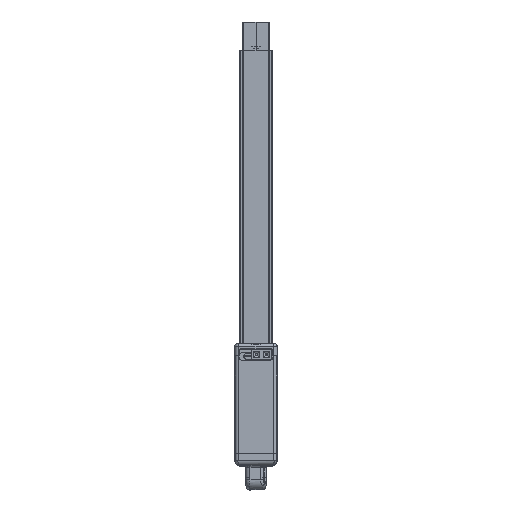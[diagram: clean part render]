
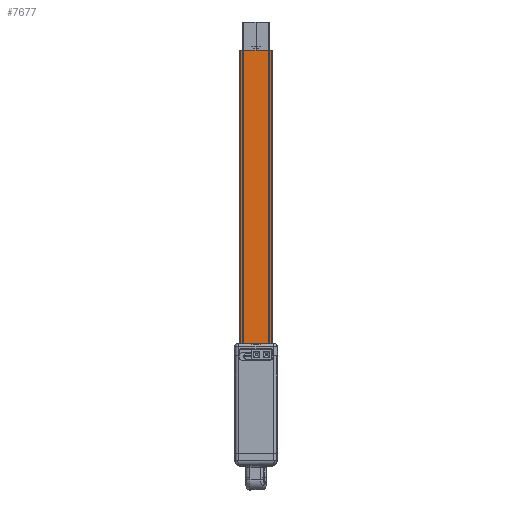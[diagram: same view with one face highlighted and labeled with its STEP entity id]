
A CAD part, top view. The second image highlights one B-rep face of the part: STEP entity #7677.
In plain terms, the highlighted planar face has unit normal (0, 0, 1).
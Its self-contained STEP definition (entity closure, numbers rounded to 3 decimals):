
#7298=DIRECTION('',(1.,0.,0.));
#7299=VECTOR('',#7298,7.55);
#7300=CARTESIAN_POINT('',(-12.468,157.3,-13.654));
#7301=LINE('',#7300,#7299);
#7394=DIRECTION('',(0.,-1.,0.));
#7395=VECTOR('',#7394,85.);
#7396=CARTESIAN_POINT('',(-12.468,157.3,-13.654));
#7397=LINE('',#7396,#7395);
#7398=DIRECTION('',(0.,-1.,0.));
#7399=VECTOR('',#7398,85.);
#7400=CARTESIAN_POINT('',(-4.918,157.3,-13.654));
#7401=LINE('',#7400,#7399);
#7402=DIRECTION('',(-1.,0.,0.));
#7403=VECTOR('',#7402,7.55);
#7404=CARTESIAN_POINT('',(-4.918,72.3,-13.654));
#7405=LINE('',#7404,#7403);
#7475=CARTESIAN_POINT('',(-12.468,72.3,-13.654));
#7477=VERTEX_POINT('',#7475);
#7481=CARTESIAN_POINT('',(-12.468,157.3,-13.654));
#7482=VERTEX_POINT('',#7481);
#7484=CARTESIAN_POINT('',(-4.918,72.3,-13.654));
#7486=VERTEX_POINT('',#7484);
#7487=CARTESIAN_POINT('',(-4.918,157.3,-13.654));
#7488=VERTEX_POINT('',#7487);
#7664=CARTESIAN_POINT('',(-12.718,72.3,-13.654));
#7665=DIRECTION('',(0.,0.,1.));
#7666=DIRECTION('',(1.,0.,0.));
#7667=AXIS2_PLACEMENT_3D('',#7664,#7665,#7666);
#7668=PLANE('',#7667);
#7670=ORIENTED_EDGE('',*,*,#7669,.F.);
#7671=ORIENTED_EDGE('',*,*,#7506,.T.);
#7672=ORIENTED_EDGE('',*,*,#7657,.T.);
#7674=ORIENTED_EDGE('',*,*,#7673,.T.);
#7675=EDGE_LOOP('',(#7670,#7671,#7672,#7674));
#7676=FACE_OUTER_BOUND('',#7675,.F.);
#7677=ADVANCED_FACE('',(#7676),#7668,.T.);
#7506=EDGE_CURVE('',#7482,#7488,#7301,.T.);
#7657=EDGE_CURVE('',#7488,#7486,#7401,.T.);
#7669=EDGE_CURVE('',#7482,#7477,#7397,.T.);
#7673=EDGE_CURVE('',#7486,#7477,#7405,.T.);
